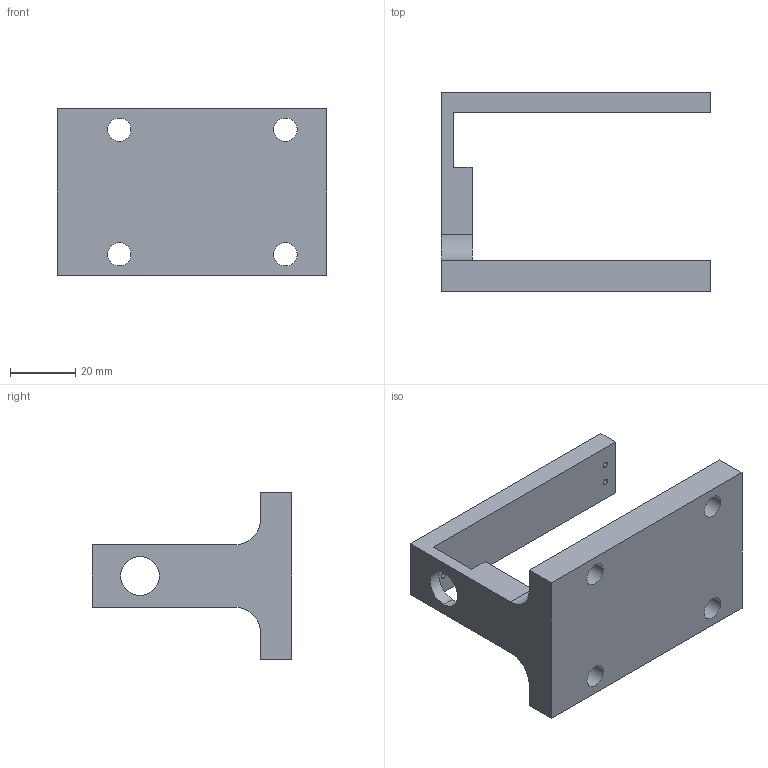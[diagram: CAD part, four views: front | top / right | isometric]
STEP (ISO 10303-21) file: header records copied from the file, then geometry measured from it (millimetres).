
FILE_DESCRIPTION(('Creo Elements/Direct Modeling STEP Export'),'2;1');
FILE_NAME('Brain-cylinder-mounting-bracket.stp','2016-02-25T13:23:03',(''),(''),'Creo Elements/Direct Modeling STEP processor for AP214 (Solid Model)','Creo Elements/Direct Modeling 18.1D 22-Jun-2013 (C) Parametric Technology GmbH','');
FILE_SCHEMA(('AUTOMOTIVE_DESIGN { 1 0 10303 214 1 1 1 1 }'));
Length unit declared in the file: millimetre
Products named in the file (1): SMC-CLYINDER-mount
Bounding box: 82.55 x 61.04 x 50.8 mm (x, y, z)
Volume: 54565.5 mm3; surface area: 18174.9 mm2
Topology: 1 solids, 1 shells, 34 faces, 96 edges, 64 vertices
Faces by surface type: cylinder 20, plane 14
Entity records: 1088 total; most frequent: ORIENTED_EDGE 192, CARTESIAN_POINT 177, DIRECTION 170, EDGE_CURVE 96, VERTEX_POINT 64, AXIS2_PLACEMENT_3D 57, VECTOR 56, LINE 56
